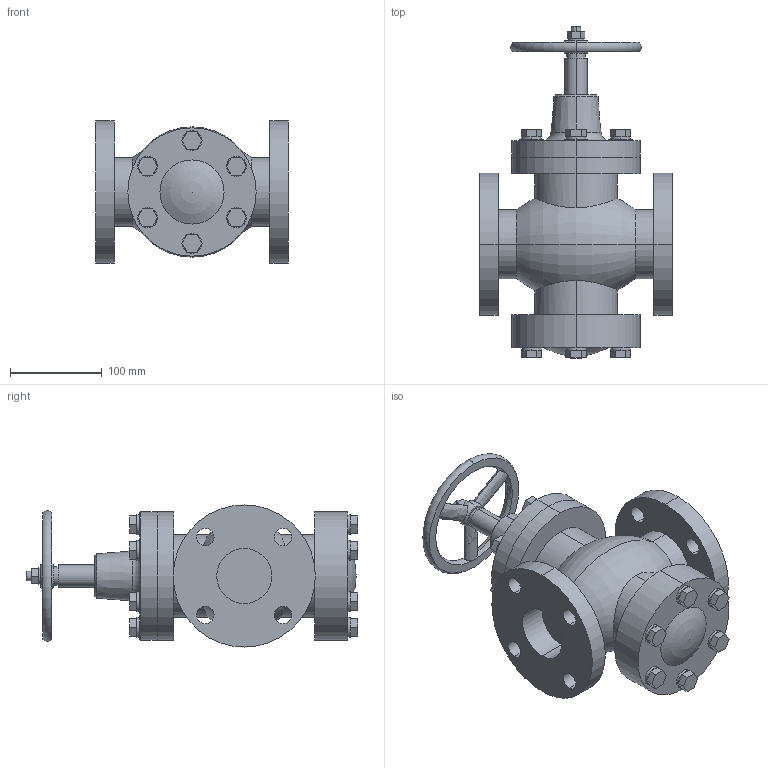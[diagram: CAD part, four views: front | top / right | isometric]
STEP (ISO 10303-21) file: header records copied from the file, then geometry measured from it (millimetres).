
FILE_DESCRIPTION (( 'STEP AP214' ), '1' );
FILE_NAME ('SC213-50A.STEP', '2025-08-11T04:56:29', ( '' ), ( '' ), 'SwSTEP 2.0', 'SolidWorks 2023', '' );
FILE_SCHEMA (( 'AUTOMOTIVE_DESIGN' ));
Length unit declared in the file: millimetre
Products named in the file (1): SC213-50A
Bounding box: 210 x 362 x 155 mm (x, y, z)
Volume: 3565643.8 mm3; surface area: 317197.1 mm2
Topology: 2 solids, 2 shells, 378 faces, 860 edges, 516 vertices
Faces by surface type: plane 272, cylinder 82, torus 13, bspline 6, cone 4, sphere 1
Entity records: 11200 total; most frequent: CARTESIAN_POINT 2470, DIRECTION 1930, ORIENTED_EDGE 1714, EDGE_CURVE 857, AXIS2_PLACEMENT_3D 724, VERTEX_POINT 514, VECTOR 482, LINE 482
